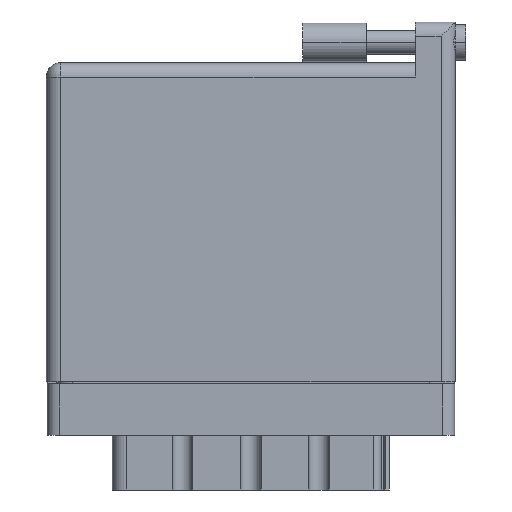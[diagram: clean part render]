
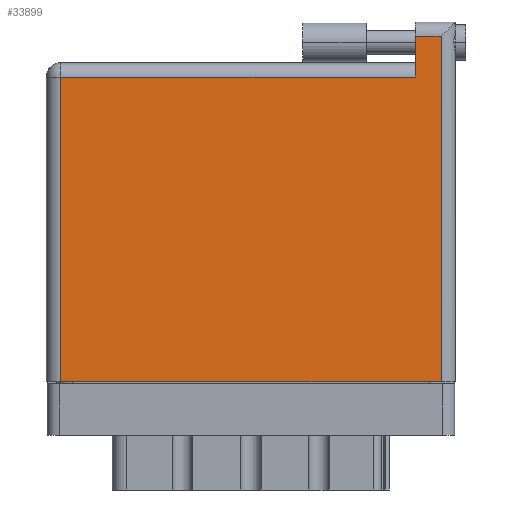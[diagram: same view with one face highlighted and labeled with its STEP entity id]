
A CAD part, front view. The second image highlights one B-rep face of the part: STEP entity #33899.
In plain terms, the highlighted face is planar.
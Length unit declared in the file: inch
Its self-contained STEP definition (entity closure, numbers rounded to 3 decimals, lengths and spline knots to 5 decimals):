
#305 = EDGE_CURVE ( 'NONE', #40074, #2389, #32121, .T. ) ;
#470 = ORIENTED_EDGE ( 'NONE', *, *, #28498, .T. ) ;
#554 = DIRECTION ( 'NONE',  ( 1., 0., 0. ) ) ;
#1033 = CARTESIAN_POINT ( 'NONE',  ( 0., 1.696, 0. ) ) ;
#1817 = PLANE ( 'NONE',  #3826 ) ;
#1873 = VECTOR ( 'NONE', #23610, 39.37008 ) ;
#2389 = VERTEX_POINT ( 'NONE', #16253 ) ;
#3826 = AXIS2_PLACEMENT_3D ( 'NONE', #30883, #36284, #5146 ) ;
#4047 = DIRECTION ( 'NONE',  ( 0., 1., 0. ) ) ;
#5146 = DIRECTION ( 'NONE',  ( -1., 0., 0. ) ) ;
#5572 = EDGE_CURVE ( 'NONE', #38514, #8683, #36050, .T. ) ;
#5732 = LINE ( 'NONE', #31257, #6108 ) ;
#6108 = VECTOR ( 'NONE', #37487, 39.37008 ) ;
#6235 = CARTESIAN_POINT ( 'NONE',  ( 1.811, 1.766, 0. ) ) ;
#6645 = LINE ( 'NONE', #1033, #35412 ) ;
#7407 = CARTESIAN_POINT ( 'NONE',  ( 0., 1.496, 0. ) ) ;
#8550 = CARTESIAN_POINT ( 'NONE',  ( 1.938, 1.766, 0. ) ) ;
#8683 = VERTEX_POINT ( 'NONE', #18557 ) ;
#9237 = ORIENTED_EDGE ( 'NONE', *, *, #5572, .T. ) ;
#9701 = CARTESIAN_POINT ( 'NONE',  ( 0.07, 0., 0. ) ) ;
#12471 = LINE ( 'NONE', #6235, #16183 ) ;
#14093 = ORIENTED_EDGE ( 'NONE', *, *, #305, .T. ) ;
#14986 = LINE ( 'NONE', #8550, #30603 ) ;
#16183 = VECTOR ( 'NONE', #34068, 39.37008 ) ;
#16253 = CARTESIAN_POINT ( 'NONE',  ( 1.938, 0., 0. ) ) ;
#16255 = CARTESIAN_POINT ( 'NONE',  ( 1.811, 1.496, 0. ) ) ;
#16532 = VERTEX_POINT ( 'NONE', #37208 ) ;
#18557 = CARTESIAN_POINT ( 'NONE',  ( 0.07, 1.496, 0. ) ) ;
#20020 = ORIENTED_EDGE ( 'NONE', *, *, #28618, .T. ) ;
#21572 = ORIENTED_EDGE ( 'NONE', *, *, #36699, .T. ) ;
#23449 = VECTOR ( 'NONE', #554, 39.37008 ) ;
#23610 = DIRECTION ( 'NONE',  ( -1., 0., 0. ) ) ;
#24944 = CARTESIAN_POINT ( 'NONE',  ( 1.938, 1.696, 0. ) ) ;
#25437 = EDGE_CURVE ( 'NONE', #2389, #27317, #14986, .T. ) ;
#26371 = DIRECTION ( 'NONE',  ( -1., 0., 0. ) ) ;
#27317 = VERTEX_POINT ( 'NONE', #24944 ) ;
#27451 = EDGE_LOOP ( 'NONE', ( #14093, #30247, #20020, #470, #9237, #21572 ) ) ;
#28498 = EDGE_CURVE ( 'NONE', #16532, #38514, #12471, .T. ) ;
#28618 = EDGE_CURVE ( 'NONE', #27317, #16532, #6645, .T. ) ;
#30056 = FACE_OUTER_BOUND ( 'NONE', #27451, .T. ) ;
#30247 = ORIENTED_EDGE ( 'NONE', *, *, #25437, .T. ) ;
#30603 = VECTOR ( 'NONE', #4047, 39.37008 ) ;
#30883 = CARTESIAN_POINT ( 'NONE',  ( 0., 1.566, 0. ) ) ;
#31257 = CARTESIAN_POINT ( 'NONE',  ( 0.07, 0., 0. ) ) ;
#32121 = LINE ( 'NONE', #38138, #23449 ) ;
#33899 = ADVANCED_FACE ( 'NONE', ( #30056 ), #1817, .F. ) ;
#34068 = DIRECTION ( 'NONE',  ( 0., -1., 0. ) ) ;
#35412 = VECTOR ( 'NONE', #26371, 39.37008 ) ;
#36050 = LINE ( 'NONE', #7407, #1873 ) ;
#36284 = DIRECTION ( 'NONE',  ( 0., 0., -1. ) ) ;
#36699 = EDGE_CURVE ( 'NONE', #8683, #40074, #5732, .T. ) ;
#37208 = CARTESIAN_POINT ( 'NONE',  ( 1.811, 1.696, 0. ) ) ;
#37487 = DIRECTION ( 'NONE',  ( 0., -1., 0. ) ) ;
#38138 = CARTESIAN_POINT ( 'NONE',  ( 0., 0., 0. ) ) ;
#38514 = VERTEX_POINT ( 'NONE', #16255 ) ;
#40074 = VERTEX_POINT ( 'NONE', #9701 ) ;
